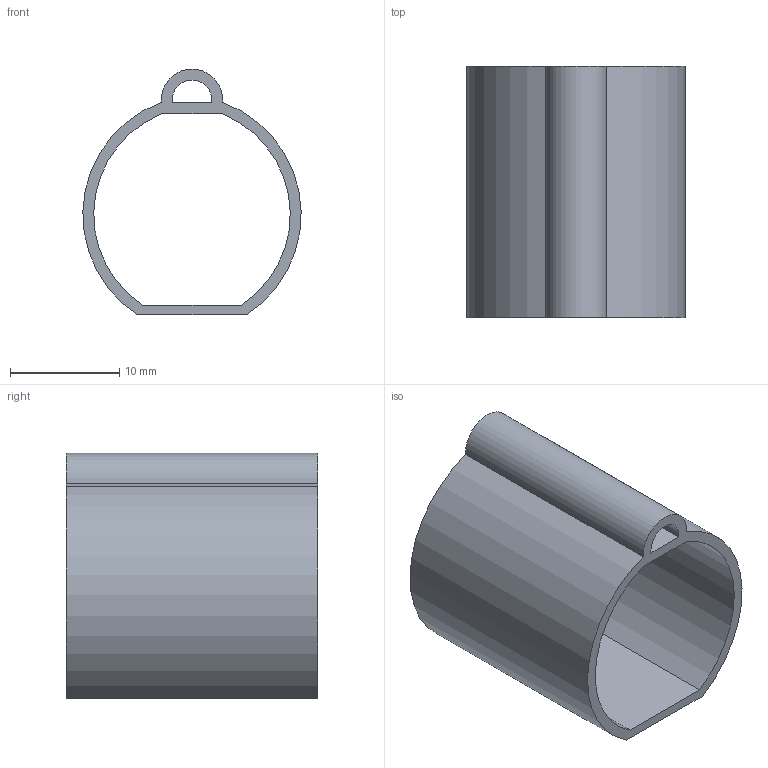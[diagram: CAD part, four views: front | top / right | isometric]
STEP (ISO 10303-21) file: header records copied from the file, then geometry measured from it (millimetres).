
FILE_DESCRIPTION(('CATIA V5R19 STEP'),'2;1');
FILE_NAME ('D1452573_0_1507110000_1507110000.stp','2015-10-27T12:59:09+00:00',('none'),('Weidmueller'),'CATIA Version 5 Release 20 SP 5 (IN-10)','CATIA V5 STEP AP214','none');
FILE_SCHEMA(('AUTOMOTIVE_DESIGN { 1 0 10303 214 1 1 1 1 }'));
Length unit declared in the file: millimetre
Products named in the file (1): TM 206/23 V0
Bounding box: 19.99 x 23 x 22.5 mm (x, y, z)
Volume: 1560.4 mm3; surface area: 3251.2 mm2
Topology: 1 solids, 1 shells, 16 faces, 42 edges, 28 vertices
Faces by surface type: plane 10, cylinder 6
Entity records: 517 total; most frequent: CARTESIAN_POINT 87, ORIENTED_EDGE 84, DIRECTION 74, EDGE_CURVE 42, VECTOR 30, LINE 30, AXIS2_PLACEMENT_3D 29, VERTEX_POINT 28
